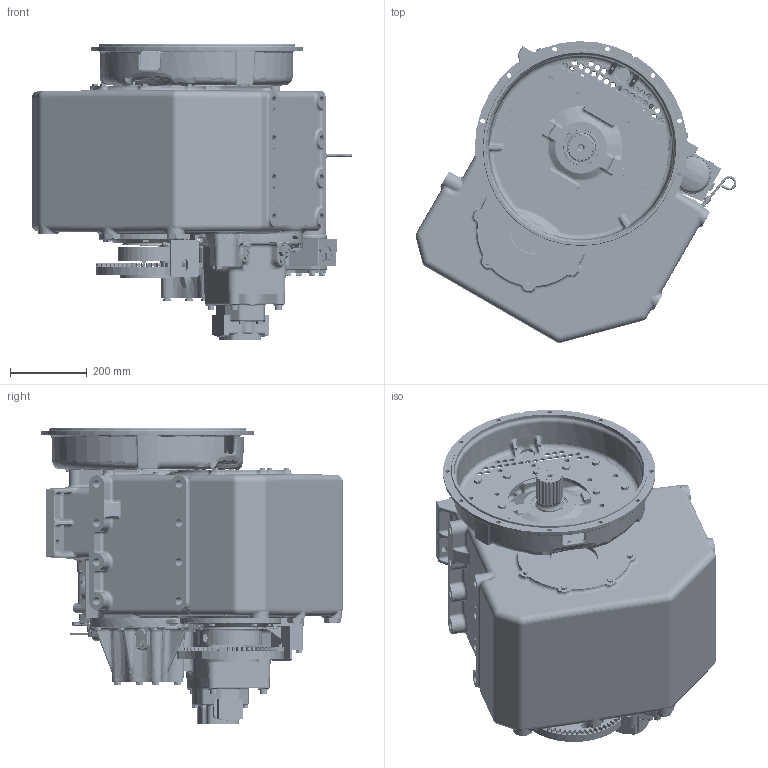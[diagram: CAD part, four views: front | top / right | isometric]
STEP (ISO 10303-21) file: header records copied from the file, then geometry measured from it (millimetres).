
FILE_DESCRIPTION (( 'STEP AP214' ), '1' );
FILE_NAME ('1027456B.STEP', '2015-07-15T22:04:37', ( '' ), ( '' ), 'SwSTEP 2.0', 'SolidWorks 2010', '' );
FILE_SCHEMA (( 'AUTOMOTIVE_DESIGN' ));
Length unit declared in the file: millimetre
Products named in the file (1): 1027456B
Bounding box: 834.57 x 783.88 x 769.41 mm (x, y, z)
Surface area: 3882420.4 mm2 (no closed solid volume)
Topology: 0 solids, 321 shells, 4372 faces, 16855 edges, 12217 vertices
Faces by surface type: cylinder 1359, plane 1231, bspline 676, torus 619, cone 355, sphere 132
Entity records: 292195 total; most frequent: CARTESIAN_POINT 111282, DIRECTION 26907, ORIENTED_EDGE 25415, EDGE_CURVE 16775, VERTEX_POINT 12216, AXIS2_PLACEMENT_3D 10704, CIRCLE 7007, VECTOR 5499
